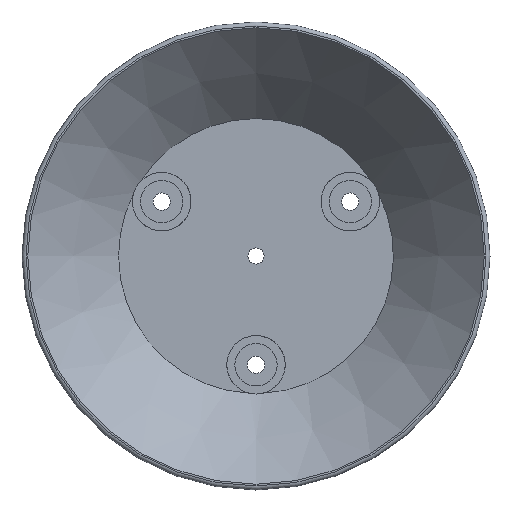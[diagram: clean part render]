
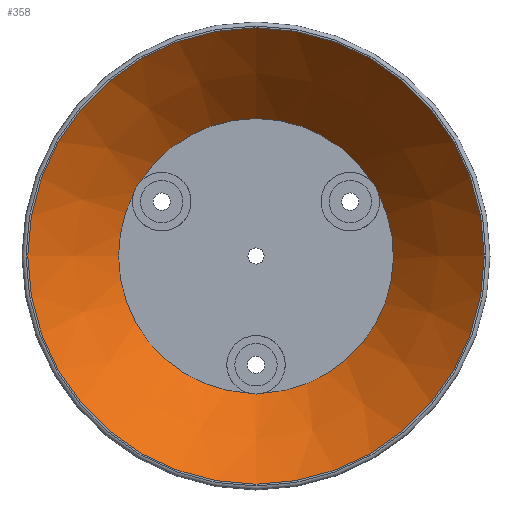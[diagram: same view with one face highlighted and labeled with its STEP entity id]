
A CAD part, front view. The second image highlights one B-rep face of the part: STEP entity #358.
In plain terms, the highlighted conical face has half-angle 42 degrees and reference radius 45.365 mm.
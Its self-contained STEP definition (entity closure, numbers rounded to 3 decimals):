
#20=CONICAL_SURFACE('',#414,45.365,0.733);
#22=B_SPLINE_CURVE_WITH_KNOTS('',3,(#609,#610,#611,#612,#613,#614),
 .UNSPECIFIED.,.F.,.F.,(4,2,4),(1.56,1.714,1.867),
 .UNSPECIFIED.);
#23=B_SPLINE_CURVE_WITH_KNOTS('',3,(#624,#625,#626,#627,#628,#629),
 .UNSPECIFIED.,.F.,.F.,(4,2,4),(1.56,1.714,1.867),
 .UNSPECIFIED.);
#24=B_SPLINE_CURVE_WITH_KNOTS('',3,(#651,#652,#653,#654,#655,#656),
 .UNSPECIFIED.,.F.,.F.,(4,2,4),(1.56,1.714,1.867),
 .UNSPECIFIED.);
#59=FACE_OUTER_BOUND('',#86,.T.);
#86=EDGE_LOOP('',(#285,#286,#287,#288,#289,#290,#291,#292,#293,#294));
#110=LINE('',#645,#122);
#122=VECTOR('',#518,45.365);
#145=CIRCLE('',#415,56.62);
#146=CIRCLE('',#416,34.11);
#147=CIRCLE('',#417,34.11);
#148=CIRCLE('',#418,34.11);
#149=CIRCLE('',#419,34.11);
#172=VERTEX_POINT('',#606);
#173=VERTEX_POINT('',#608);
#176=VERTEX_POINT('',#621);
#177=VERTEX_POINT('',#623);
#180=VERTEX_POINT('',#642);
#181=VERTEX_POINT('',#644);
#182=VERTEX_POINT('',#648);
#183=VERTEX_POINT('',#650);
#209=EDGE_CURVE('',#173,#172,#22,.T.);
#214=EDGE_CURVE('',#177,#176,#23,.T.);
#220=EDGE_CURVE('',#180,#180,#145,.T.);
#221=EDGE_CURVE('',#180,#181,#110,.T.);
#222=EDGE_CURVE('',#177,#181,#146,.T.);
#223=EDGE_CURVE('',#173,#176,#147,.T.);
#224=EDGE_CURVE('',#182,#172,#148,.T.);
#225=EDGE_CURVE('',#182,#183,#24,.T.);
#226=EDGE_CURVE('',#181,#183,#149,.T.);
#285=ORIENTED_EDGE('',*,*,#220,.T.);
#286=ORIENTED_EDGE('',*,*,#221,.T.);
#287=ORIENTED_EDGE('',*,*,#222,.F.);
#288=ORIENTED_EDGE('',*,*,#214,.T.);
#289=ORIENTED_EDGE('',*,*,#223,.F.);
#290=ORIENTED_EDGE('',*,*,#209,.T.);
#291=ORIENTED_EDGE('',*,*,#224,.F.);
#292=ORIENTED_EDGE('',*,*,#225,.T.);
#293=ORIENTED_EDGE('',*,*,#226,.F.);
#294=ORIENTED_EDGE('',*,*,#221,.F.);
#358=ADVANCED_FACE('',(#59),#20,.F.);
#414=AXIS2_PLACEMENT_3D('',#641,#514,#515);
#415=AXIS2_PLACEMENT_3D('',#643,#516,#517);
#416=AXIS2_PLACEMENT_3D('',#646,#519,#520);
#417=AXIS2_PLACEMENT_3D('',#647,#521,#522);
#418=AXIS2_PLACEMENT_3D('',#649,#523,#524);
#419=AXIS2_PLACEMENT_3D('',#657,#525,#526);
#514=DIRECTION('center_axis',(0.,-1.,0.));
#515=DIRECTION('ref_axis',(1.,0.,0.));
#516=DIRECTION('center_axis',(0.,-1.,0.));
#517=DIRECTION('ref_axis',(1.,0.,0.));
#518=DIRECTION('',(0.669,0.743,0.));
#519=DIRECTION('center_axis',(0.,-1.,0.));
#520=DIRECTION('ref_axis',(1.,0.,0.));
#521=DIRECTION('center_axis',(0.,-1.,0.));
#522=DIRECTION('ref_axis',(1.,0.,0.));
#523=DIRECTION('center_axis',(0.,-1.,0.));
#524=DIRECTION('ref_axis',(1.,0.,0.));
#525=DIRECTION('center_axis',(0.,-1.,0.));
#526=DIRECTION('ref_axis',(1.,0.,0.));
#606=CARTESIAN_POINT('',(30.305,0.,15.654));
#608=CARTESIAN_POINT('',(28.709,0.,18.418));
#609=CARTESIAN_POINT('Ctrl Pts',(28.709,0.,
18.418));
#610=CARTESIAN_POINT('Ctrl Pts',(29.078,-0.105,18.019));
#611=CARTESIAN_POINT('Ctrl Pts',(29.405,-0.156,17.569));
#612=CARTESIAN_POINT('Ctrl Pts',(29.917,-0.156,16.681));
#613=CARTESIAN_POINT('Ctrl Pts',(30.144,-0.105,16.173));
#614=CARTESIAN_POINT('Ctrl Pts',(30.305,0.,
15.654));
#621=CARTESIAN_POINT('',(-28.709,0.,18.418));
#623=CARTESIAN_POINT('',(-30.305,0.,15.654));
#624=CARTESIAN_POINT('Ctrl Pts',(-30.305,0.,
15.654));
#625=CARTESIAN_POINT('Ctrl Pts',(-30.144,-0.105,16.173));
#626=CARTESIAN_POINT('Ctrl Pts',(-29.917,-0.156,16.681));
#627=CARTESIAN_POINT('Ctrl Pts',(-29.405,-0.156,17.569));
#628=CARTESIAN_POINT('Ctrl Pts',(-29.078,-0.105,18.019));
#629=CARTESIAN_POINT('Ctrl Pts',(-28.709,0.,
18.418));
#641=CARTESIAN_POINT('Origin',(0.,-12.5,0.));
#642=CARTESIAN_POINT('',(-56.62,-25.,0.));
#643=CARTESIAN_POINT('Origin',(0.,-25.,0.));
#644=CARTESIAN_POINT('',(-34.11,0.,0.));
#645=CARTESIAN_POINT('',(-45.365,-12.5,0.));
#646=CARTESIAN_POINT('Origin',(0.,0.,0.));
#647=CARTESIAN_POINT('Origin',(0.,0.,0.));
#648=CARTESIAN_POINT('',(1.596,0.,-34.072));
#649=CARTESIAN_POINT('Origin',(0.,0.,0.));
#650=CARTESIAN_POINT('',(-1.596,0.,-34.072));
#651=CARTESIAN_POINT('Ctrl Pts',(1.596,0.,
-34.072));
#652=CARTESIAN_POINT('Ctrl Pts',(1.066,-0.105,-34.192));
#653=CARTESIAN_POINT('Ctrl Pts',(0.512,-0.156,-34.25));
#654=CARTESIAN_POINT('Ctrl Pts',(-0.512,-0.156,
-34.25));
#655=CARTESIAN_POINT('Ctrl Pts',(-1.066,-0.105,-34.192));
#656=CARTESIAN_POINT('Ctrl Pts',(-1.596,0.,
-34.072));
#657=CARTESIAN_POINT('Origin',(0.,0.,0.));
